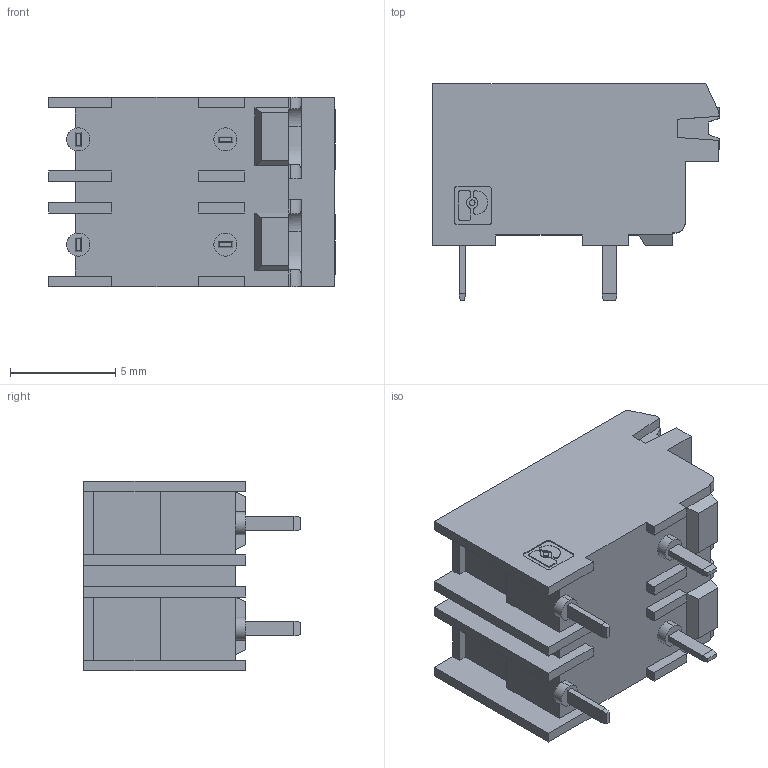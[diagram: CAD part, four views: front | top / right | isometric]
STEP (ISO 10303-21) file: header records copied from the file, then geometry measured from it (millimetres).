
FILE_DESCRIPTION(('SolidDesigner STEP Export'),'2;1');
FILE_NAME('spt-thr-1.5-2-h-5.0-p26.stp','2013-04-16T 9:52:16',(''),(''),'Creo Elements/Direct Modeling STEP processor for AP214 (Solid Model)','Creo Elements/Direct Modeling 18.1 06-May-2012 (C) Parametric Technology GmbH','');
FILE_SCHEMA(('AUTOMOTIVE_DESIGN { 1 0 10303 214 1 1 1 1 }'));
Length unit declared in the file: millimetre
Products named in the file (2): spt-thr-1.5-2-h-5.0-p26
Assembly tree (1 placements, depth 2):
  spt-thr-1.5-2-h-5.0-p26
    spt-thr-1.5-2-h-5.0-p26
Bounding box: 13.62 x 10.3 x 9 mm (x, y, z)
Volume: 718.3 mm3; surface area: 773.7 mm2
Topology: 1 solids, 1 shells, 283 faces, 761 edges, 496 vertices
Faces by surface type: plane 204, bspline 32, extrusion 27, cylinder 20
Entity records: 13433 total; most frequent: CARTESIAN_POINT 5094, ORIENTED_EDGE 1522, DIRECTION 1084, EDGE_CURVE 761, VECTOR 576, LINE 549, VERTEX_POINT 496, EDGE_LOOP 299
